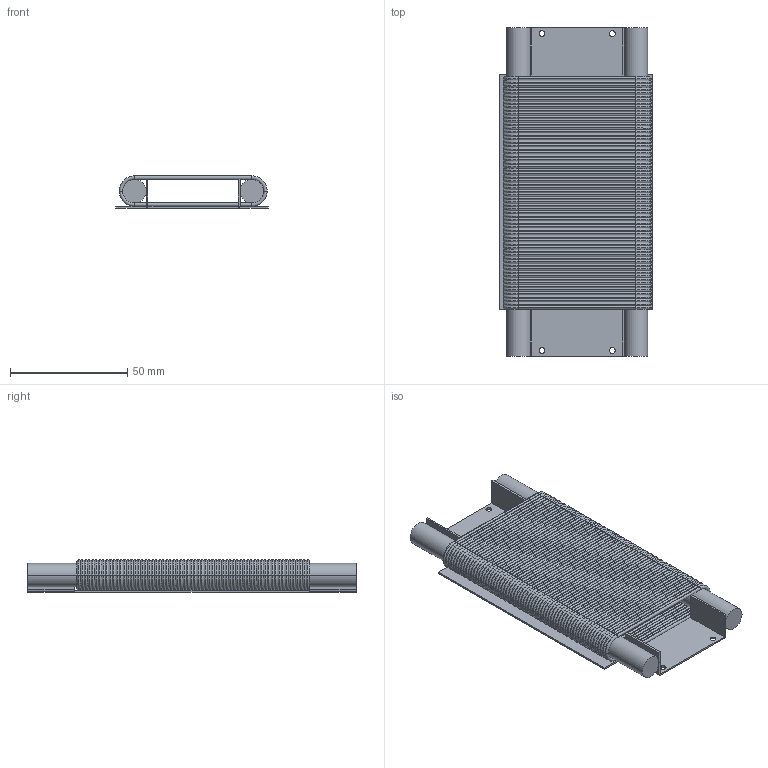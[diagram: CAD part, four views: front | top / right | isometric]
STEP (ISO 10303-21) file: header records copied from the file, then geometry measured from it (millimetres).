
FILE_DESCRIPTION(('STEP AP214'),'1');
FILE_NAME('DIID_Bdot.stp','2015-03-24T17:36:55',('Simon Woodruff'),('Woodruff Scientific Inc'),'Spatial InterOp 3D',' ',' ');
FILE_SCHEMA(('automotive_design'));
Length unit declared in the file: inch
Products named in the file (70): Rotate_305523; Rotate_305529; Part_351285; Part_313500; Part_283422; Part_283437; Part_286716; ACIS Solid_286826; Part_314211; Part_336608; Part_336607; Part_336606; Part_336605; Part_336604; Part_336603; Part_336602; Part_288941; Part_332097; Part_332096; Part_332095; Part_334939; ACIS Solid_289331; ACIS Solid_289373; Part_333744; Part_333743; Part_333742; Part_333741; Part_361474; ACIS Solid_289625; Part_355583; Part_355582; Part_289828; Part_336060; Part_336059; Part_336058; Part_336057; Part_336056; ACIS Solid_290082; Part_361477; Part_351287 ...
Bounding box: 65 x 140 x 13.75 mm (x, y, z)
Volume: 44601.1 mm3; surface area: 69815.4 mm2
Topology: 69 solids, 69 shells, 842 faces, 1713 edges, 878 vertices
Faces by surface type: torus 528, cylinder 284, plane 30
Entity records: 30491 total; most frequent: DIRECTION 4901, CARTESIAN_POINT 3501, ORIENTED_EDGE 3424, AXIS2_PLACEMENT_3D 2276, EDGE_CURVE 1712, CIRCLE 1364, STYLED_ITEM 913, PRESENTATION_STYLE_ASSIGNMENT 913
